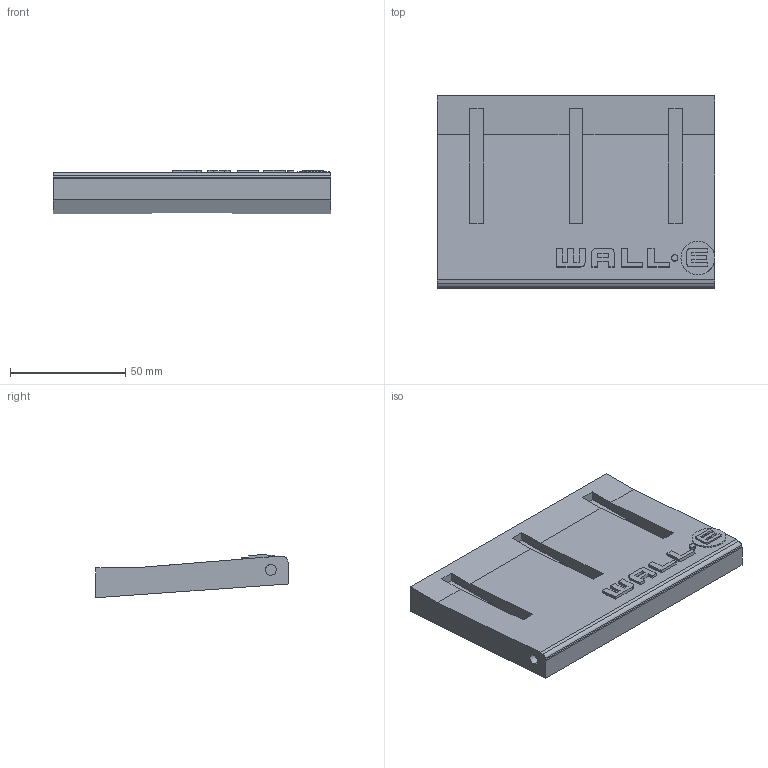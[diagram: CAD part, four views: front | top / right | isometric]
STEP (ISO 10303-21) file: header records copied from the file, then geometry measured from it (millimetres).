
FILE_DESCRIPTION (( 'STEP AP203' ), '1' );
FILE_NAME ('body-front-door.STEP', '2019-10-22T11:30:43', ( '' ), ( '' ), 'SwSTEP 2.0', 'SolidWorks 2013', '' );
FILE_SCHEMA (( 'CONFIG_CONTROL_DESIGN' ));
Length unit declared in the file: millimetre
Products named in the file (1): body-front-door
Bounding box: 120.5 x 83.5 x 18.93 mm (x, y, z)
Volume: 116833.6 mm3; surface area: 27604 mm2
Topology: 1 solids, 1 shells, 101 faces, 270 edges, 180 vertices
Faces by surface type: plane 86, cylinder 10, bspline 5
Entity records: 3201 total; most frequent: CARTESIAN_POINT 608, ORIENTED_EDGE 540, DIRECTION 474, EDGE_CURVE 270, VECTOR 238, LINE 238, VERTEX_POINT 180, AXIS2_PLACEMENT_3D 118
